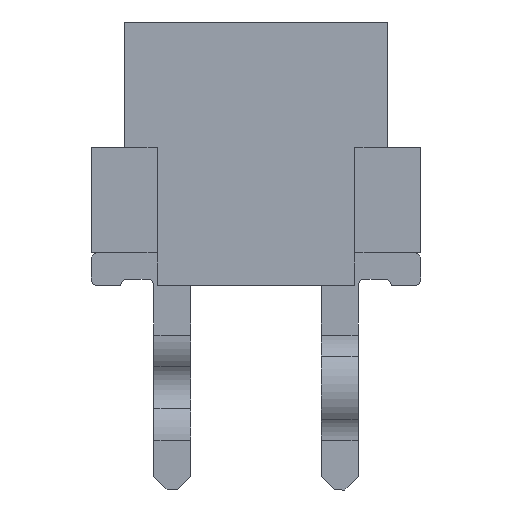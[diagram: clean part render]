
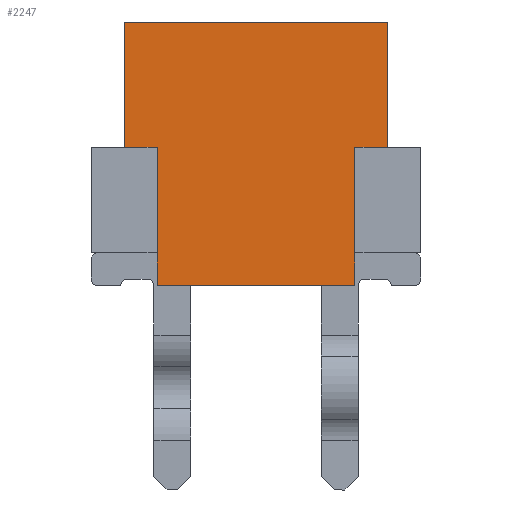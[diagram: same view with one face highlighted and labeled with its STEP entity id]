
A CAD part, left-side view. The second image highlights one B-rep face of the part: STEP entity #2247.
In plain terms, the highlighted planar face has unit normal (-1, 0, 0).
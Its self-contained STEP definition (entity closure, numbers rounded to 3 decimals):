
#2247 = ADVANCED_FACE( '', ( #4410 ), #4411, .F. );
#4410 = FACE_OUTER_BOUND( '', #6494, .T. );
#4411 = PLANE( '', #6495 );
#6494 = EDGE_LOOP( '', ( #13062, #13063, #13064, #13065, #13066, #13067, #13068, #13069, #13070, #13071 ) );
#6495 = AXIS2_PLACEMENT_3D( '', #13072, #13073, #13074 );
#13062 = ORIENTED_EDGE( '', *, *, #14456, .F. );
#13063 = ORIENTED_EDGE( '', *, *, #15738, .F. );
#13064 = ORIENTED_EDGE( '', *, *, #15470, .F. );
#13065 = ORIENTED_EDGE( '', *, *, #15512, .F. );
#13066 = ORIENTED_EDGE( '', *, *, #13324, .F. );
#13067 = ORIENTED_EDGE( '', *, *, #15267, .F. );
#13068 = ORIENTED_EDGE( '', *, *, #14483, .F. );
#13069 = ORIENTED_EDGE( '', *, *, #13789, .F. );
#13070 = ORIENTED_EDGE( '', *, *, #15412, .F. );
#13071 = ORIENTED_EDGE( '', *, *, #15483, .F. );
#13072 = CARTESIAN_POINT( '', ( -14.235, 0., 0. ) );
#13073 = DIRECTION( '', ( 1., 0., 0. ) );
#13074 = DIRECTION( '', ( 0., 0., -1. ) );
#13324 = EDGE_CURVE( '', #16123, #16124, #16125, .T. );
#13789 = EDGE_CURVE( '', #16925, #16927, #16928, .T. );
#14456 = EDGE_CURVE( '', #18005, #16159, #18007, .T. );
#14483 = EDGE_CURVE( '', #16927, #18044, #18045, .T. );
#15267 = EDGE_CURVE( '', #18044, #16123, #19117, .T. );
#15412 = EDGE_CURVE( '', #19292, #16925, #19294, .T. );
#15470 = EDGE_CURVE( '', #19363, #19364, #19365, .T. );
#15483 = EDGE_CURVE( '', #16159, #19292, #19380, .T. );
#15512 = EDGE_CURVE( '', #16124, #19363, #19413, .T. );
#15738 = EDGE_CURVE( '', #19364, #18005, #19652, .T. );
#16123 = VERTEX_POINT( '', #20200 );
#16124 = VERTEX_POINT( '', #20201 );
#16125 = LINE( '', #20202, #20203 );
#16159 = VERTEX_POINT( '', #20253 );
#16925 = VERTEX_POINT( '', #21375 );
#16927 = VERTEX_POINT( '', #21378 );
#16928 = LINE( '', #21379, #21380 );
#18005 = VERTEX_POINT( '', #22979 );
#18007 = LINE( '', #22982, #22983 );
#18044 = VERTEX_POINT( '', #23038 );
#18045 = LINE( '', #23039, #23040 );
#19117 = LINE( '', #24677, #24678 );
#19292 = VERTEX_POINT( '', #24946 );
#19294 = LINE( '', #24949, #24950 );
#19363 = VERTEX_POINT( '', #25055 );
#19364 = VERTEX_POINT( '', #25056 );
#19365 = LINE( '', #25057, #25058 );
#19380 = LINE( '', #25082, #25083 );
#19413 = LINE( '', #25141, #25142 );
#19652 = LINE( '', #25487, #25488 );
#20200 = CARTESIAN_POINT( '', ( -14.235, 2., 0. ) );
#20201 = CARTESIAN_POINT( '', ( -14.235, 2., 1.9 ) );
#20202 = CARTESIAN_POINT( '', ( -14.235, 2., 0. ) );
#20203 = VECTOR( '', #25683, 1000. );
#20253 = CARTESIAN_POINT( '', ( -14.235, -1.5, -1.6 ) );
#21375 = CARTESIAN_POINT( '', ( -14.235, 1.5, -2.1 ) );
#21378 = CARTESIAN_POINT( '', ( -14.235, 1.5, -1.6 ) );
#21379 = CARTESIAN_POINT( '', ( -14.235, 1.5, -2.1 ) );
#21380 = VECTOR( '', #26087, 1000. );
#22979 = CARTESIAN_POINT( '', ( -14.235, -1.5, 0. ) );
#22982 = CARTESIAN_POINT( '', ( -14.235, -1.5, 0. ) );
#22983 = VECTOR( '', #26644, 1000. );
#23038 = CARTESIAN_POINT( '', ( -14.235, 1.5, 0. ) );
#23039 = CARTESIAN_POINT( '', ( -14.235, 1.5, -2.1 ) );
#23040 = VECTOR( '', #26663, 1000. );
#24677 = CARTESIAN_POINT( '', ( -14.235, 1.5, 0. ) );
#24678 = VECTOR( '', #27271, 1000. );
#24946 = CARTESIAN_POINT( '', ( -14.235, -1.5, -2.1 ) );
#24949 = CARTESIAN_POINT( '', ( -14.235, -1.5, -2.1 ) );
#24950 = VECTOR( '', #27366, 1000. );
#25055 = CARTESIAN_POINT( '', ( -14.235, -2., 1.9 ) );
#25056 = CARTESIAN_POINT( '', ( -14.235, -2., 0. ) );
#25057 = CARTESIAN_POINT( '', ( -14.235, -2., 1.9 ) );
#25058 = VECTOR( '', #27406, 1000. );
#25082 = CARTESIAN_POINT( '', ( -14.235, -1.5, 0. ) );
#25083 = VECTOR( '', #27416, 1000. );
#25141 = CARTESIAN_POINT( '', ( -14.235, 2., 1.9 ) );
#25142 = VECTOR( '', #27442, 1000. );
#25487 = CARTESIAN_POINT( '', ( -14.235, -2., 0. ) );
#25488 = VECTOR( '', #27555, 1000. );
#25683 = DIRECTION( '', ( 0., 0., 1. ) );
#26087 = DIRECTION( '', ( 0., 0., 1. ) );
#26644 = DIRECTION( '', ( 0., 0., -1. ) );
#26663 = DIRECTION( '', ( 0., 0., 1. ) );
#27271 = DIRECTION( '', ( 0., 1., 0. ) );
#27366 = DIRECTION( '', ( 0., 1., 0. ) );
#27406 = DIRECTION( '', ( 0., 0., -1. ) );
#27416 = DIRECTION( '', ( 0., 0., -1. ) );
#27442 = DIRECTION( '', ( 0., -1., 0. ) );
#27555 = DIRECTION( '', ( 0., 1., 0. ) );
